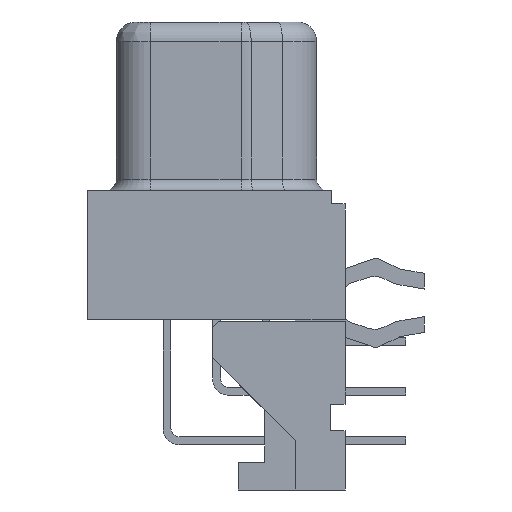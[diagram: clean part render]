
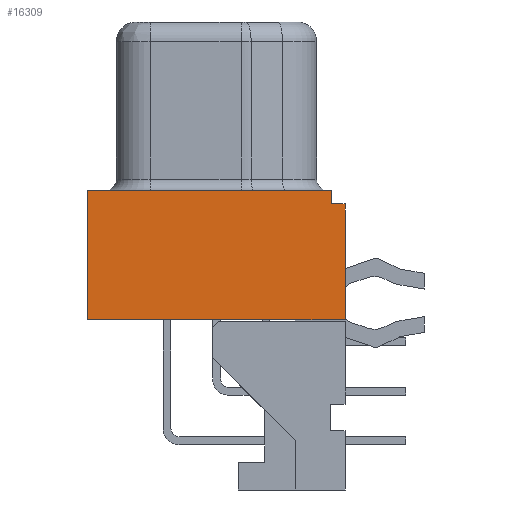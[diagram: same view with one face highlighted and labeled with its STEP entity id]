
A CAD part, left-side view. The second image highlights one B-rep face of the part: STEP entity #16309.
In plain terms, the highlighted planar face has unit normal (-1, 0, 0).
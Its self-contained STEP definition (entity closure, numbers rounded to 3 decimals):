
#1389=DIRECTION('',(0.,-1.,0.));
#1390=VECTOR('',#1389,9.91);
#1391=CARTESIAN_POINT('',(-18.415,4.955,-4.46));
#1392=LINE('',#1391,#1390);
#1631=DIRECTION('',(0.,0.,1.));
#1632=VECTOR('',#1631,4.46);
#1633=CARTESIAN_POINT('',(-18.415,-4.955,-4.46));
#1634=LINE('',#1633,#1632);
#4753=DIRECTION('',(0.,0.,-1.));
#4754=VECTOR('',#4753,4.97);
#4755=CARTESIAN_POINT('',(-18.415,4.955,0.51));
#4756=LINE('',#4755,#4754);
#4781=DIRECTION('',(0.,1.,0.));
#4782=VECTOR('',#4781,0.51);
#4783=CARTESIAN_POINT('',(-18.415,-4.955,0.));
#4784=LINE('',#4783,#4782);
#4785=DIRECTION('',(0.,0.,-1.));
#4786=VECTOR('',#4785,0.51);
#4787=CARTESIAN_POINT('',(-18.415,-4.445,0.51));
#4788=LINE('',#4787,#4786);
#4793=DIRECTION('',(0.,-1.,0.));
#4794=VECTOR('',#4793,9.4);
#4795=CARTESIAN_POINT('',(-18.415,4.955,0.51));
#4796=LINE('',#4795,#4794);
#7245=CARTESIAN_POINT('',(-18.415,4.955,-4.46));
#7246=CARTESIAN_POINT('',(-18.415,-4.955,-4.46));
#7247=VERTEX_POINT('',#7245);
#7248=VERTEX_POINT('',#7246);
#8958=CARTESIAN_POINT('',(-18.415,4.955,0.51));
#8960=VERTEX_POINT('',#8958);
#8961=CARTESIAN_POINT('',(-18.415,-4.955,0.));
#8962=CARTESIAN_POINT('',(-18.415,-4.445,0.));
#8963=VERTEX_POINT('',#8961);
#8964=VERTEX_POINT('',#8962);
#8965=CARTESIAN_POINT('',(-18.415,-4.445,0.51));
#8966=VERTEX_POINT('',#8965);
#16294=CARTESIAN_POINT('',(-18.415,4.955,0.));
#16295=DIRECTION('',(-1.,0.,0.));
#16296=DIRECTION('',(0.,-1.,0.));
#16297=AXIS2_PLACEMENT_3D('',#16294,#16295,#16296);
#16298=PLANE('',#16297);
#16299=ORIENTED_EDGE('',*,*,#16285,.F.);
#16300=ORIENTED_EDGE('',*,*,#10967,.F.);
#16301=ORIENTED_EDGE('',*,*,#10805,.F.);
#16302=ORIENTED_EDGE('',*,*,#16253,.F.);
#16304=ORIENTED_EDGE('',*,*,#16303,.T.);
#16306=ORIENTED_EDGE('',*,*,#16305,.T.);
#16307=EDGE_LOOP('',(#16299,#16300,#16301,#16302,#16304,#16306));
#16308=FACE_OUTER_BOUND('',#16307,.F.);
#16309=ADVANCED_FACE('',(#16308),#16298,.T.);
#10805=EDGE_CURVE('',#7247,#7248,#1392,.T.);
#10967=EDGE_CURVE('',#7248,#8963,#1634,.T.);
#16253=EDGE_CURVE('',#8960,#7247,#4756,.T.);
#16285=EDGE_CURVE('',#8963,#8964,#4784,.T.);
#16303=EDGE_CURVE('',#8960,#8966,#4796,.T.);
#16305=EDGE_CURVE('',#8966,#8964,#4788,.T.);
